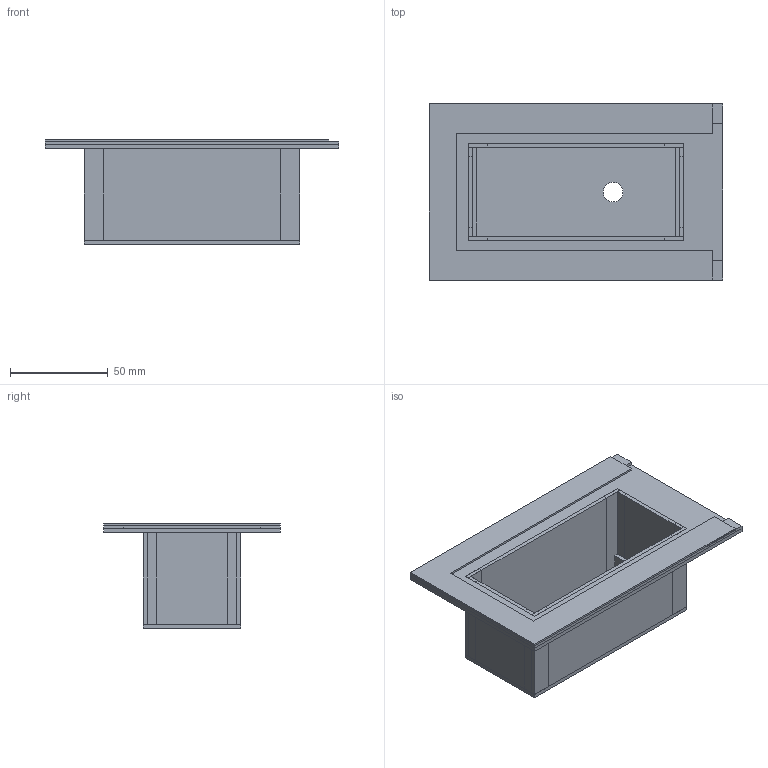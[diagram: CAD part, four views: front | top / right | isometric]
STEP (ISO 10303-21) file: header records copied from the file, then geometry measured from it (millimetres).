
FILE_DESCRIPTION(('FreeCAD Model'),'2;1');
FILE_NAME('01 Casing.step','2017-12-31T17:27:03',('Author'),(''), 'Open CASCADE STEP processor 6.9','FreeCAD','Unknown');
FILE_SCHEMA(('AUTOMOTIVE_DESIGN_CC2 { 1 2 10303 214 -1 1 5 4 }'));
Length unit declared in the file: millimetre
Products named in the file (18): ASSEMBLY; Behuizing_onder_Cut000; Behuizing_epoxy_Cut000; Behuizing_onder_lat_10x2_Cube000; Behuizing_onder_lat_10x2_Cube001; Behuizing_onder_lat_10x2_Cube002; Behuizing_onder_lat_10x2_Cube003; Behuizing_onder_lat_5x2_Cube000; Behuizing_onder_lat_5x2_Cube001; Behuizing_onder_lat_5x2_Cube002; Behuizing_onder_lat_5x2_Cube003; Behuizing_onder_2x2_Cube000; Behuizing_onder_10x2_Cube000; Behuizing_2mm_boven_Cut000; Behuizing_rand_1,5mm_Cube000; Behuizing_rand_1,5mm_Cube001; Behuizing_rand_1,5mm_Cube002; Behuizing_1mm_boven_Cut000
Assembly tree (17 placements, depth 2):
  ASSEMBLY
    Behuizing_onder_Cut000
    Behuizing_epoxy_Cut000
    Behuizing_onder_lat_10x2_Cube000
    Behuizing_onder_lat_10x2_Cube001
    Behuizing_onder_lat_10x2_Cube002
    Behuizing_onder_lat_10x2_Cube003
    Behuizing_onder_lat_5x2_Cube000
    Behuizing_onder_lat_5x2_Cube001
    Behuizing_onder_lat_5x2_Cube002
    Behuizing_onder_lat_5x2_Cube003
    Behuizing_onder_2x2_Cube000
    Behuizing_onder_10x2_Cube000
    Behuizing_2mm_boven_Cut000
    Behuizing_rand_1,5mm_Cube000
    Behuizing_rand_1,5mm_Cube001
    Behuizing_rand_1,5mm_Cube002
    Behuizing_1mm_boven_Cut000
Bounding box: 150 x 90 x 53.5 mm (x, y, z)
Volume: 75142.9 mm3; surface area: 89889.8 mm2
Topology: 17 solids, 17 shells, 115 faces, 243 edges, 162 vertices
Faces by surface type: plane 114, cylinder 1
Full cylindrical faces by diameter (mm): 10 x1
Entity records: 6647 total; most frequent: CARTESIAN_POINT 1024, DIRECTION 997, LINE 725, VECTOR 725, ORIENTED_EDGE 486, PCURVE 486, DEFINITIONAL_REPRESENTATION 486, EDGE_CURVE 243
